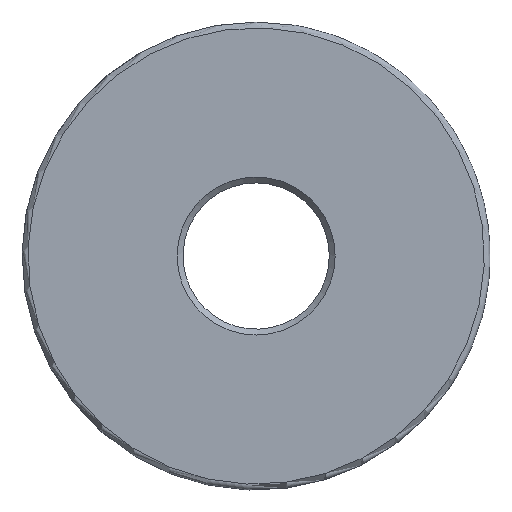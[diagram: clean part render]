
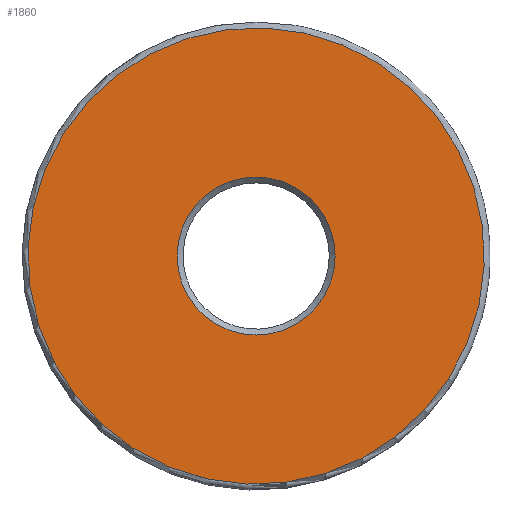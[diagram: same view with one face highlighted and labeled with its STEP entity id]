
A CAD part, front view. The second image highlights one B-rep face of the part: STEP entity #1860.
In plain terms, the highlighted planar face has unit normal (0, -1, 0).
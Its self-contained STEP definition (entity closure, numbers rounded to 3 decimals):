
#39=FACE_BOUND('',#244,.T.);
#43=PLANE('',#2149);
#140=FACE_OUTER_BOUND('',#243,.T.);
#243=EDGE_LOOP('',(#1656));
#244=EDGE_LOOP('',(#1657));
#606=CIRCLE('',#2148,2.7);
#607=CIRCLE('',#2150,7.8);
#801=VERTEX_POINT('',#3557);
#802=VERTEX_POINT('',#3561);
#1087=EDGE_CURVE('',#801,#801,#606,.T.);
#1088=EDGE_CURVE('',#802,#802,#607,.T.);
#1656=ORIENTED_EDGE('',*,*,#1088,.T.);
#1657=ORIENTED_EDGE('',*,*,#1087,.F.);
#1860=ADVANCED_FACE('',(#140,#39),#43,.F.);
#2148=AXIS2_PLACEMENT_3D('',#3559,#2793,#2794);
#2149=AXIS2_PLACEMENT_3D('',#3560,#2795,#2796);
#2150=AXIS2_PLACEMENT_3D('',#3562,#2797,#2798);
#2793=DIRECTION('center_axis',(0.,-1.,0.));
#2794=DIRECTION('ref_axis',(0.,0.,-1.));
#2795=DIRECTION('center_axis',(0.,1.,0.));
#2796=DIRECTION('ref_axis',(0.,0.,-1.));
#2797=DIRECTION('center_axis',(0.,-1.,0.));
#2798=DIRECTION('ref_axis',(0.,0.,1.));
#3557=CARTESIAN_POINT('',(-23.5,16.15,-124.8));
#3559=CARTESIAN_POINT('Origin',(-23.5,16.15,-127.5));
#3560=CARTESIAN_POINT('Origin',(-23.5,16.15,-127.5));
#3561=CARTESIAN_POINT('',(-23.819,16.15,-135.293));
#3562=CARTESIAN_POINT('Origin',(-23.5,16.15,-127.5));
